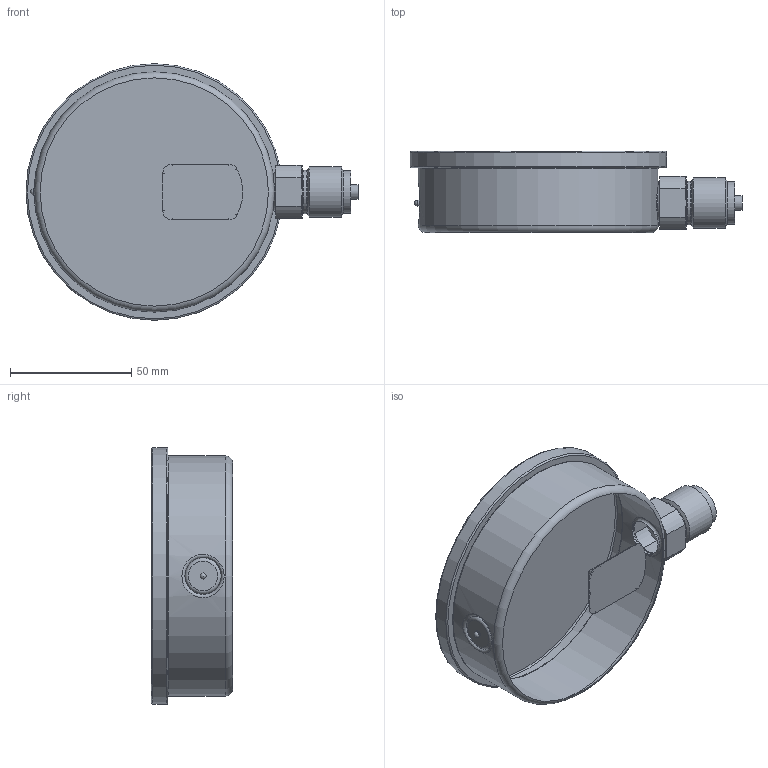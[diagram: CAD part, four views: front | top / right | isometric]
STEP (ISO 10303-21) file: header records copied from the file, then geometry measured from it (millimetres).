
FILE_DESCRIPTION(/* description */ (''),/* implementation_level */ '2;1');
FILE_NAME(/* name */ 'RF100D701.stp',/* time_stamp */ '2018-01-24T13:15:38+01:00',/* author */ ('acgl'),/* organization */ (''),/* preprocessor_version */ 'ST-DEVELOPER v15.6',/* originating_system */ 'Autodesk Inventor 2015',/* authorisation */ '');
FILE_SCHEMA (('AUTOMOTIVE_DESIGN { 1 0 10303 214 3 1 1 }'));
Length unit declared in the file: centimetre
Products named in the file (1): RF100D701
Bounding box: 136.9 x 33.5 x 105.8 mm (x, y, z)
Volume: 252087.8 mm3; surface area: 25198.6 mm2
Topology: 1 solids, 2 shells, 79 faces, 171 edges, 103 vertices
Faces by surface type: bspline 18, cylinder 17, plane 16, cone 14, torus 12, sphere 2
Full cylindrical faces by diameter (mm): 2.5 x1, 6 x1, 15 x1, 17.5 x1, 18 x1, 20.955 x1, 99 x1, 105.8 x1
Entity records: 2650 total; most frequent: CARTESIAN_POINT 1030, DIRECTION 298, ORIENTED_EDGE 282, EDGE_CURVE 141, AXIS2_PLACEMENT_3D 136, EDGE_LOOP 108, VERTEX_POINT 95, STYLED_ITEM 79
